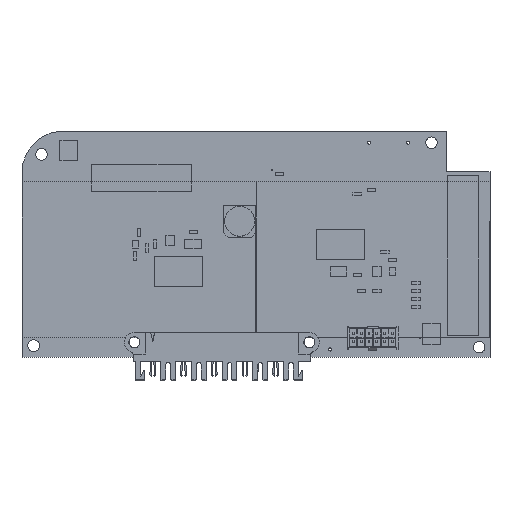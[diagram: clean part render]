
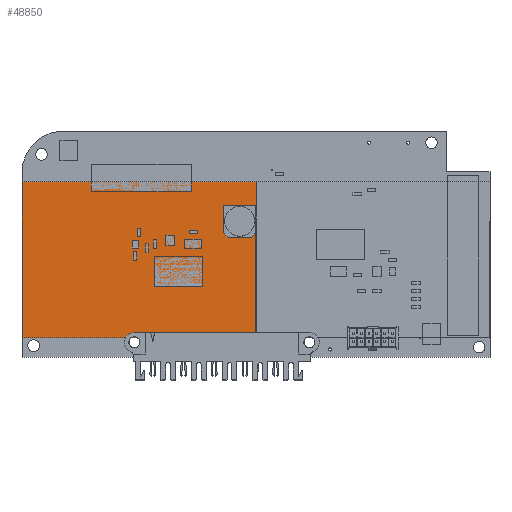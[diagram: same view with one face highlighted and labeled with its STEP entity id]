
A CAD part, top view. The second image highlights one B-rep face of the part: STEP entity #48850.
In plain terms, the highlighted planar face has unit normal (0, 0, 1).
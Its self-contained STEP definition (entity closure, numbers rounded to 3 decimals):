
#2617=PLANE('',#52594);
#4932=FACE_OUTER_BOUND('',#7819,.T.);
#7819=EDGE_LOOP('',(#43706,#43707,#43708,#43709));
#13178=LINE('',#78539,#18545);
#13181=LINE('',#78545,#18548);
#13184=LINE('',#78551,#18551);
#13187=LINE('',#78555,#18554);
#18545=VECTOR('',#64997,10.);
#18548=VECTOR('',#65002,10.);
#18551=VECTOR('',#65007,10.);
#18554=VECTOR('',#65012,10.);
#24007=VERTEX_POINT('',#78536);
#24008=VERTEX_POINT('',#78538);
#24010=VERTEX_POINT('',#78544);
#24012=VERTEX_POINT('',#78550);
#30570=EDGE_CURVE('',#24008,#24007,#13178,.T.);
#30573=EDGE_CURVE('',#24010,#24008,#13181,.T.);
#30576=EDGE_CURVE('',#24012,#24010,#13184,.T.);
#30579=EDGE_CURVE('',#24007,#24012,#13187,.T.);
#43706=ORIENTED_EDGE('',*,*,#30579,.T.);
#43707=ORIENTED_EDGE('',*,*,#30576,.T.);
#43708=ORIENTED_EDGE('',*,*,#30573,.T.);
#43709=ORIENTED_EDGE('',*,*,#30570,.T.);
#48850=ADVANCED_FACE('',(#4932),#2617,.T.);
#52594=AXIS2_PLACEMENT_3D('',#78556,#65013,#65014);
#64997=DIRECTION('',(-1.,0.,0.));
#65002=DIRECTION('',(0.,1.,0.));
#65007=DIRECTION('',(1.,0.,0.));
#65012=DIRECTION('',(0.,-1.,0.));
#65013=DIRECTION('center_axis',(0.,0.,1.));
#65014=DIRECTION('ref_axis',(1.,0.,0.));
#78536=CARTESIAN_POINT('',(-38.1,25.4,0.1));
#78538=CARTESIAN_POINT('',(38.1,25.4,0.1));
#78539=CARTESIAN_POINT('',(38.1,25.4,0.1));
#78544=CARTESIAN_POINT('',(38.1,-25.4,0.1));
#78545=CARTESIAN_POINT('',(38.1,-25.4,0.1));
#78550=CARTESIAN_POINT('',(-38.1,-25.4,0.1));
#78551=CARTESIAN_POINT('',(-38.1,-25.4,0.1));
#78555=CARTESIAN_POINT('',(-38.1,25.4,0.1));
#78556=CARTESIAN_POINT('Origin',(0.,0.,0.1));
